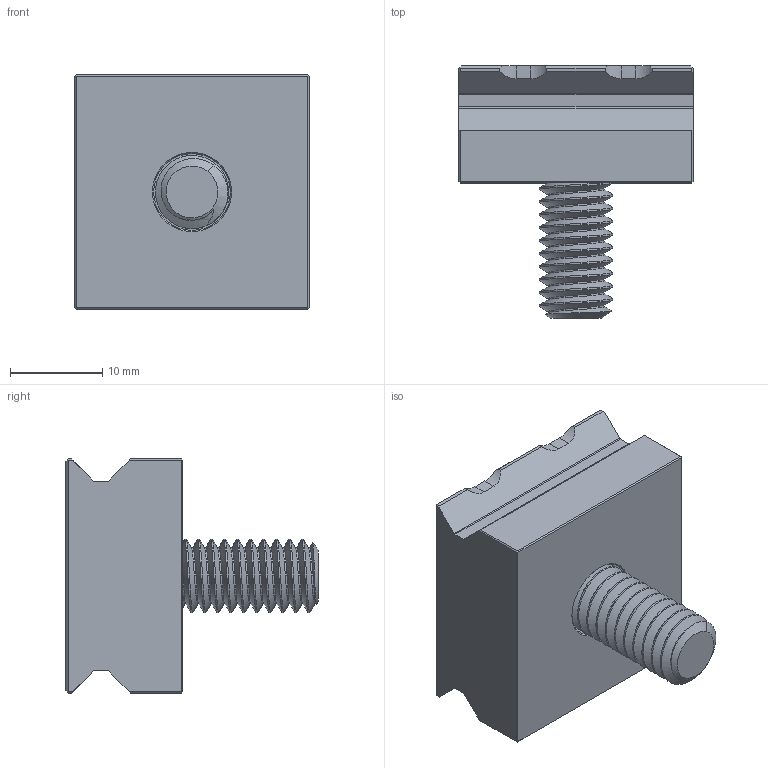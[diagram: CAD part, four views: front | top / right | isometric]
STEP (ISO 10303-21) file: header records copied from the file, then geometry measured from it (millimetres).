
FILE_DESCRIPTION (( 'STEP AP214' ), '1' );
FILE_NAME ('32150.STEP', '2024-10-22T17:21:07', ( '' ), ( '' ), 'SwSTEP 2.0', 'SolidWorks 2021', '' );
FILE_SCHEMA (( 'AUTOMOTIVE_DESIGN' ));
Length unit declared in the file: inch
Products named in the file (3): 321501_321501; 32150; 5161834 SHCS_5161834 SHCS
Assembly tree (2 placements, depth 2):
  32150
    321501_321501
    5161834 SHCS_5161834 SHCS
Bounding box: 25.4 x 27.38 x 25.4 mm (x, y, z)
Volume: 7697 mm3; surface area: 4264.3 mm2
Topology: 2 solids, 2 shells, 151 faces, 398 edges, 254 vertices
Faces by surface type: cylinder 73, plane 57, cone 19, bspline 2
Entity records: 6126 total; most frequent: CARTESIAN_POINT 2647, ORIENTED_EDGE 796, DIRECTION 618, EDGE_CURVE 398, VERTEX_POINT 254, VECTOR 208, LINE 208, AXIS2_PLACEMENT_3D 205
